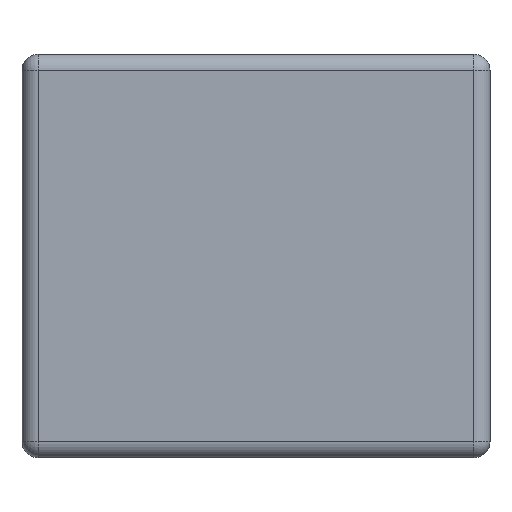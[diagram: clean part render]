
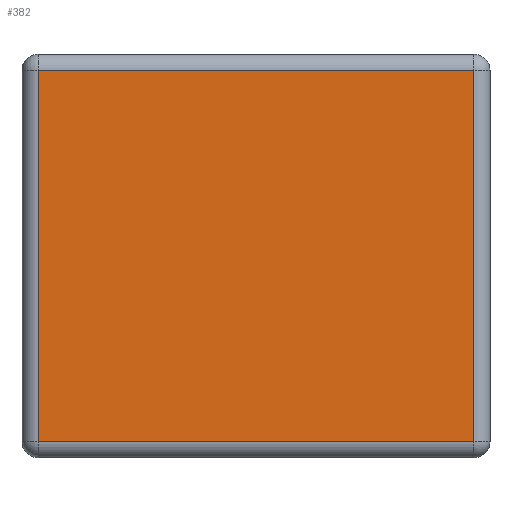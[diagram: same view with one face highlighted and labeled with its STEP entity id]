
A CAD part, left-side view. The second image highlights one B-rep face of the part: STEP entity #382.
In plain terms, the highlighted planar face has unit normal (-1, 0, 0).
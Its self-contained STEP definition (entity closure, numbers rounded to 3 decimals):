
#50 = LINE ( 'NONE', #874, #589 ) ;
#108 = DIRECTION ( 'NONE',  ( 0., -1., 0. ) ) ;
#115 = ORIENTED_EDGE ( 'NONE', *, *, #208, .T. ) ;
#119 = CARTESIAN_POINT ( 'NONE',  ( -1., 1.45, -0.625 ) ) ;
#198 = CARTESIAN_POINT ( 'NONE',  ( -1., 1.45, 0.575 ) ) ;
#208 = EDGE_CURVE ( 'NONE', #862, #1238, #335, .T. ) ;
#210 = PLANE ( 'NONE',  #233 ) ;
#233 = AXIS2_PLACEMENT_3D ( 'NONE', #119, #886, #804 ) ;
#325 = ORIENTED_EDGE ( 'NONE', *, *, #1257, .T. ) ;
#335 = LINE ( 'NONE', #963, #553 ) ;
#369 = CARTESIAN_POINT ( 'NONE',  ( -1., 0.05, -0.625 ) ) ;
#382 = ADVANCED_FACE ( 'NONE', ( #423 ), #210, .F. ) ;
#407 = DIRECTION ( 'NONE',  ( 0., 1., 0. ) ) ;
#423 = FACE_OUTER_BOUND ( 'NONE', #594, .T. ) ;
#432 = ORIENTED_EDGE ( 'NONE', *, *, #865, .T. ) ;
#440 = VECTOR ( 'NONE', #407, 1000. ) ;
#479 = LINE ( 'NONE', #369, #1229 ) ;
#553 = VECTOR ( 'NONE', #788, 1000. ) ;
#583 = ORIENTED_EDGE ( 'NONE', *, *, #961, .T. ) ;
#589 = VECTOR ( 'NONE', #108, 1000. ) ;
#594 = EDGE_LOOP ( 'NONE', ( #115, #583, #432, #325 ) ) ;
#677 = LINE ( 'NONE', #198, #440 ) ;
#717 = VERTEX_POINT ( 'NONE', #818 ) ;
#788 = DIRECTION ( 'NONE',  ( 0., 0., -1. ) ) ;
#804 = DIRECTION ( 'NONE',  ( 0., 0., -1. ) ) ;
#814 = CARTESIAN_POINT ( 'NONE',  ( -1., 0.05, -0.575 ) ) ;
#818 = CARTESIAN_POINT ( 'NONE',  ( -1., 0.05, 0.575 ) ) ;
#862 = VERTEX_POINT ( 'NONE', #949 ) ;
#865 = EDGE_CURVE ( 'NONE', #1242, #717, #479, .T. ) ;
#874 = CARTESIAN_POINT ( 'NONE',  ( -1., 1.45, -0.575 ) ) ;
#886 = DIRECTION ( 'NONE',  ( 1., 0., 0. ) ) ;
#915 = CARTESIAN_POINT ( 'NONE',  ( -1., 1.4, -0.575 ) ) ;
#949 = CARTESIAN_POINT ( 'NONE',  ( -1., 1.4, 0.575 ) ) ;
#961 = EDGE_CURVE ( 'NONE', #1238, #1242, #50, .T. ) ;
#963 = CARTESIAN_POINT ( 'NONE',  ( -1., 1.4, -0.625 ) ) ;
#1229 = VECTOR ( 'NONE', #1253, 1000. ) ;
#1238 = VERTEX_POINT ( 'NONE', #915 ) ;
#1242 = VERTEX_POINT ( 'NONE', #814 ) ;
#1253 = DIRECTION ( 'NONE',  ( 0., 0., 1. ) ) ;
#1257 = EDGE_CURVE ( 'NONE', #717, #862, #677, .T. ) ;
